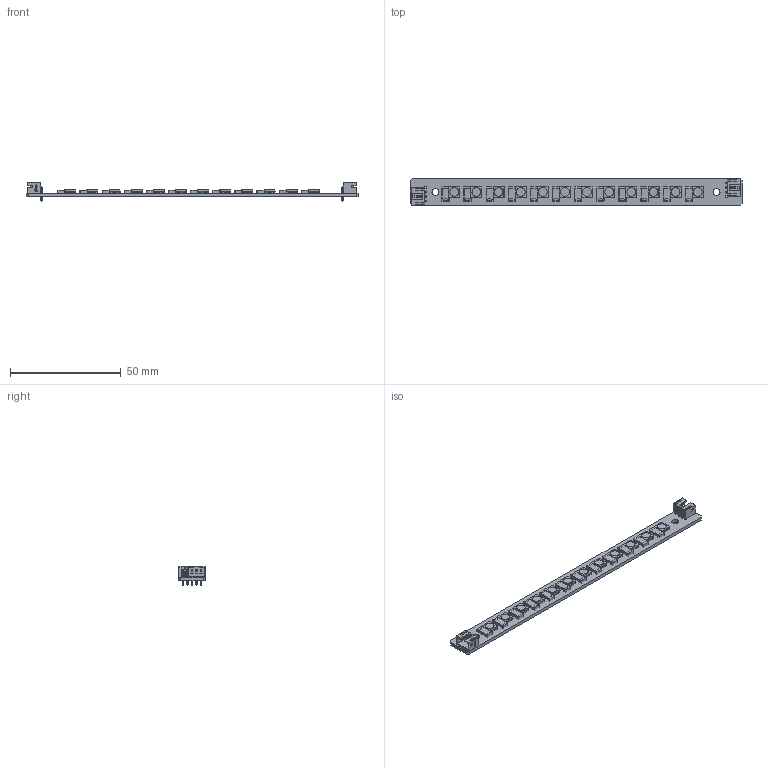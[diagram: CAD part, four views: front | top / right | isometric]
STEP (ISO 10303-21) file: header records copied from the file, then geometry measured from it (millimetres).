
FILE_DESCRIPTION(('Designed by EasyEDA Pro'),'2;1');
FILE_NAME('Open CASCADE Shape Model','2025-02-21T09:01:38',('Author'),( 'Open CASCADE'),'Open CASCADE STEP processor 7.8','Open CASCADE 7.8' ,'Unknown');
FILE_SCHEMA(('AUTOMOTIVE_DESIGN { 1 0 10303 214 1 1 1 1 }'));
Length unit declared in the file: millimetre
Products named in the file (23): K002-PCBModel; K002-TopTrack; K002-BottomTrack; K002-Board; K002-Top FPC Stiffener; K002-Bot FPC Stiffener; K002-C1-C1206; K002-LED2-LED-SMD_5050WS2812B; COMPOUND; K002-LED3-LED-SMD_5050WS2812B; K002-LED4-LED-SMD_5050WS2812B; K002-LED5-LED-SMD_5050WS2812B; K002-LED6-LED-SMD_5050WS2812B; K002-LED7-LED-SMD_5050WS2812B; K002-LED8-LED-SMD_5050WS2812B; K002-LED9-LED-SMD_5050WS2812B; K002-LED10-LED-SMD_5050WS2812B; K002-LED11-LED-SMD_5050WS2812B; K002-LED12-LED-SMD_5050WS2812B; K002-LED1-LED-SMD_5050WS2812B; K002-CN2-CONN-TH_3P-P2.00_S3B-PH-K-S-LF-SN; K002-CN1-CONN-TH_3P-P2.00_S3B-PH-K-S-LF-SN
Assembly tree (45 placements, depth 3):
  K002-PCBModel
    K002-TopTrack
    K002-BottomTrack
    K002-Board
    K002-Top FPC Stiffener
    K002-Bot FPC Stiffener
    K002-C1-C1206  x12
    K002-LED2-LED-SMD_5050WS2812B
      COMPOUND
    K002-LED3-LED-SMD_5050WS2812B
      COMPOUND
    K002-LED4-LED-SMD_5050WS2812B
      COMPOUND
    K002-LED5-LED-SMD_5050WS2812B
      COMPOUND
    K002-LED6-LED-SMD_5050WS2812B
      COMPOUND
    K002-LED7-LED-SMD_5050WS2812B
      COMPOUND
    K002-LED8-LED-SMD_5050WS2812B
      COMPOUND
    K002-LED9-LED-SMD_5050WS2812B
      COMPOUND
    K002-LED10-LED-SMD_5050WS2812B
      COMPOUND
    K002-LED11-LED-SMD_5050WS2812B
      COMPOUND
    K002-LED12-LED-SMD_5050WS2812B
      COMPOUND
    K002-LED1-LED-SMD_5050WS2812B
      COMPOUND
    K002-CN2-CONN-TH_3P-P2.00_S3B-PH-K-S-LF-SN
      COMPOUND
    K002-CN1-CONN-TH_3P-P2.00_S3B-PH-K-S-LF-SN
      COMPOUND
Bounding box: 149.97 x 12 x 8.25 mm (x, y, z)
Volume: 3984.6 mm3; surface area: 7570.3 mm2
Topology: 65 solids, 65 shells, 9156 faces, 24788 edges, 16312 vertices
Faces by surface type: plane 5440, bspline 2800, cylinder 748, sphere 96, cone 48, torus 24
Entity records: 56029 total; most frequent: CARTESIAN_POINT 14685, ORIENTED_EDGE 6844, DIRECTION 4684, EDGE_CURVE 3422, LINE 2374, VECTOR 2374, VERTEX_POINT 2260, FACE_BOUND 1376
